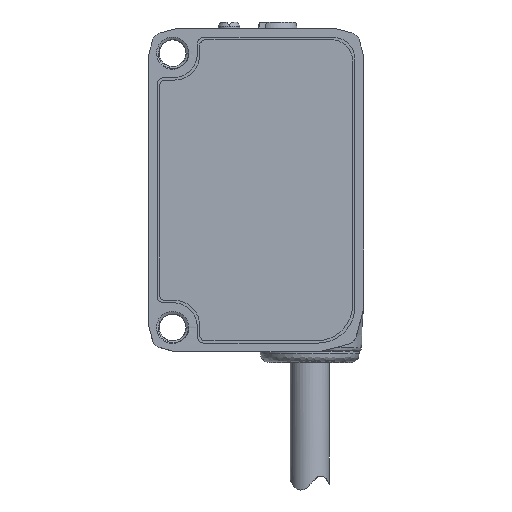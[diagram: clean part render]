
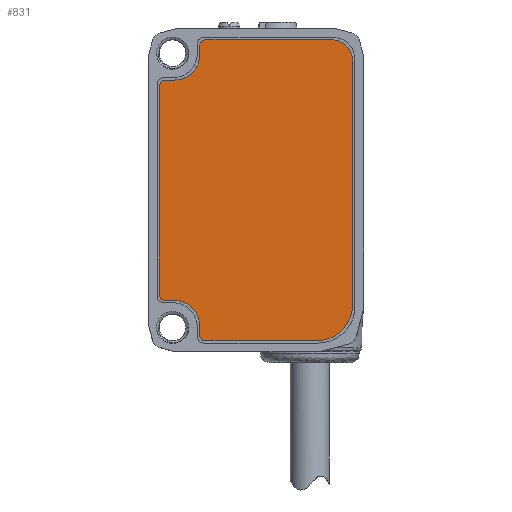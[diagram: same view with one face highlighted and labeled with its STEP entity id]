
A CAD part, top view. The second image highlights one B-rep face of the part: STEP entity #831.
In plain terms, the highlighted planar face has unit normal (0, 0, 1).
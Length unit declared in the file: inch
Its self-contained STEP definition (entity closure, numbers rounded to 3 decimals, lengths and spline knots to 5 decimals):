
#65 = LINE ( 'NONE', #19200, #9870 ) ;
#236 = EDGE_CURVE ( 'NONE', #18620, #13193, #22165, .T. ) ;
#369 = CARTESIAN_POINT ( 'NONE',  ( -0.04921, 0.88189, 0.19685 ) ) ;
#432 = CARTESIAN_POINT ( 'NONE',  ( -0.04921, 0.01496, 0.19685 ) ) ;
#433 = LINE ( 'NONE', #3822, #5995 ) ;
#667 = CARTESIAN_POINT ( 'NONE',  ( -0.02559, 0.88189, 0.19685 ) ) ;
#782 = EDGE_CURVE ( 'NONE', #1725, #13992, #6283, .T. ) ;
#831 = ADVANCED_FACE ( 'NONE', ( #1627 ), #20530, .T. ) ;
#1360 = AXIS2_PLACEMENT_3D ( 'NONE', #14837, #6202, #7887 ) ;
#1547 = CIRCLE ( 'NONE', #13763, 0.02362 ) ;
#1627 = FACE_OUTER_BOUND ( 'NONE', #20522, .T. ) ;
#1725 = VERTEX_POINT ( 'NONE', #9327 ) ;
#2170 = DIRECTION ( 'NONE',  ( -1., 0., 0. ) ) ;
#2350 = DIRECTION ( 'NONE',  ( 0., 1., 0. ) ) ;
#2413 = DIRECTION ( 'NONE',  ( 0., 0., -1. ) ) ;
#2782 = ORIENTED_EDGE ( 'NONE', *, *, #6412, .T. ) ;
#3085 = VECTOR ( 'NONE', #12322, 39.37008 ) ;
#3097 = VERTEX_POINT ( 'NONE', #12170 ) ;
#3148 = CIRCLE ( 'NONE', #15716, 0.09055 ) ;
#3236 = LINE ( 'NONE', #6617, #16738 ) ;
#3397 = CARTESIAN_POINT ( 'NONE',  ( 0.00787, 0.99606, 0.19685 ) ) ;
#3402 = AXIS2_PLACEMENT_3D ( 'NONE', #8916, #7233, #2170 ) ;
#3513 = EDGE_CURVE ( 'NONE', #12862, #3097, #18835, .T. ) ;
#3516 = DIRECTION ( 'NONE',  ( 0., 0., -1. ) ) ;
#3779 = VECTOR ( 'NONE', #9455, 39.37008 ) ;
#3822 = CARTESIAN_POINT ( 'NONE',  ( 0.65945, 0.08465, 0.19685 ) ) ;
#4046 = DIRECTION ( 'NONE',  ( -1., 0., 0. ) ) ;
#4361 = ORIENTED_EDGE ( 'NONE', *, *, #6134, .F. ) ;
#4470 = CARTESIAN_POINT ( 'NONE',  ( 0.09843, 1.02953, 0.19685 ) ) ;
#4653 = VERTEX_POINT ( 'NONE', #14996 ) ;
#4882 = ORIENTED_EDGE ( 'NONE', *, *, #782, .T. ) ;
#5106 = VERTEX_POINT ( 'NONE', #15770 ) ;
#5339 = EDGE_CURVE ( 'NONE', #5106, #10604, #20152, .T. ) ;
#5582 = CIRCLE ( 'NONE', #14185, 0.02362 ) ;
#5639 = CARTESIAN_POINT ( 'NONE',  ( 0.09843, -0.02559, 0.19685 ) ) ;
#5643 = CARTESIAN_POINT ( 'NONE',  ( 0.00787, 0.00787, 0.19685 ) ) ;
#5916 = ORIENTED_EDGE ( 'NONE', *, *, #20296, .F. ) ;
#5961 = ORIENTED_EDGE ( 'NONE', *, *, #20032, .F. ) ;
#5995 = VECTOR ( 'NONE', #19990, 39.37008 ) ;
#6134 = EDGE_CURVE ( 'NONE', #8852, #18620, #5582, .T. ) ;
#6202 = DIRECTION ( 'NONE',  ( 0., 0., 1. ) ) ;
#6283 = CIRCLE ( 'NONE', #21721, 0.09055 ) ;
#6412 = EDGE_CURVE ( 'NONE', #15863, #10531, #7275, .T. ) ;
#6617 = CARTESIAN_POINT ( 'NONE',  ( 0.00787, 0.90551, 0.19685 ) ) ;
#6645 = CARTESIAN_POINT ( 'NONE',  ( 0.09843, 0.00787, 0.19685 ) ) ;
#6841 = EDGE_CURVE ( 'NONE', #4653, #13992, #3236, .T. ) ;
#7166 = CARTESIAN_POINT ( 'NONE',  ( -0.04921, 0.09843, 0.19685 ) ) ;
#7233 = DIRECTION ( 'NONE',  ( 0., 0., -1. ) ) ;
#7275 = LINE ( 'NONE', #7166, #3085 ) ;
#7276 = CARTESIAN_POINT ( 'NONE',  ( -0.04921, 0.88189, 0.19685 ) ) ;
#7303 = DIRECTION ( 'NONE',  ( -1., 0., 0. ) ) ;
#7465 = LINE ( 'NONE', #369, #21773 ) ;
#7692 = DIRECTION ( 'NONE',  ( -1., 0., 0. ) ) ;
#7887 = DIRECTION ( 'NONE',  ( -1., 0., 0. ) ) ;
#8116 = CARTESIAN_POINT ( 'NONE',  ( 0.58071, 1.05315, 0.19685 ) ) ;
#8168 = ORIENTED_EDGE ( 'NONE', *, *, #14510, .F. ) ;
#8852 = VERTEX_POINT ( 'NONE', #15529 ) ;
#8870 = DIRECTION ( 'NONE',  ( 1., 0., 0. ) ) ;
#8916 = CARTESIAN_POINT ( 'NONE',  ( 0.12205, 1.02953, 0.19685 ) ) ;
#9327 = CARTESIAN_POINT ( 'NONE',  ( 0.09843, 0.99606, 0.19685 ) ) ;
#9455 = DIRECTION ( 'NONE',  ( 1., 0., 0. ) ) ;
#9870 = VECTOR ( 'NONE', #20659, 39.37008 ) ;
#9917 = VERTEX_POINT ( 'NONE', #20223 ) ;
#9932 = ORIENTED_EDGE ( 'NONE', *, *, #14937, .F. ) ;
#10270 = AXIS2_PLACEMENT_3D ( 'NONE', #17829, #2413, #7692 ) ;
#10487 = DIRECTION ( 'NONE',  ( 0., 1., 0. ) ) ;
#10531 = VERTEX_POINT ( 'NONE', #14972 ) ;
#10604 = VERTEX_POINT ( 'NONE', #13497 ) ;
#10882 = LINE ( 'NONE', #17994, #14190 ) ;
#11068 = CIRCLE ( 'NONE', #1360, 0.02362 ) ;
#11125 = CARTESIAN_POINT ( 'NONE',  ( 0.12205, -0.02559, 0.19685 ) ) ;
#11218 = VERTEX_POINT ( 'NONE', #12843 ) ;
#11326 = AXIS2_PLACEMENT_3D ( 'NONE', #432, #21035, #8870 ) ;
#11479 = EDGE_CURVE ( 'NONE', #10531, #13193, #3148, .T. ) ;
#11718 = DIRECTION ( 'NONE',  ( -1., 0., 0. ) ) ;
#11808 = DIRECTION ( 'NONE',  ( 0., 1., 0. ) ) ;
#11938 = EDGE_CURVE ( 'NONE', #11218, #15863, #11068, .T. ) ;
#12102 = ORIENTED_EDGE ( 'NONE', *, *, #5339, .F. ) ;
#12170 = CARTESIAN_POINT ( 'NONE',  ( 0.52559, -0.04921, 0.19685 ) ) ;
#12322 = DIRECTION ( 'NONE',  ( 1., 0., 0. ) ) ;
#12479 = DIRECTION ( 'NONE',  ( -1., 0., 0. ) ) ;
#12489 = CARTESIAN_POINT ( 'NONE',  ( 0.00787, 0.90551, 0.19685 ) ) ;
#12843 = CARTESIAN_POINT ( 'NONE',  ( -0.04921, 0.12205, 0.19685 ) ) ;
#12862 = VERTEX_POINT ( 'NONE', #20680 ) ;
#13193 = VERTEX_POINT ( 'NONE', #13302 ) ;
#13302 = CARTESIAN_POINT ( 'NONE',  ( 0.09843, 0.00787, 0.19685 ) ) ;
#13459 = DIRECTION ( 'NONE',  ( -1., 0., 0. ) ) ;
#13497 = CARTESIAN_POINT ( 'NONE',  ( 0.58071, 1.05315, 0.19685 ) ) ;
#13543 = EDGE_CURVE ( 'NONE', #11218, #16060, #7465, .T. ) ;
#13763 = AXIS2_PLACEMENT_3D ( 'NONE', #667, #15849, #4046 ) ;
#13992 = VERTEX_POINT ( 'NONE', #12489 ) ;
#14185 = AXIS2_PLACEMENT_3D ( 'NONE', #11125, #17998, #7303 ) ;
#14190 = VECTOR ( 'NONE', #2350, 39.37008 ) ;
#14510 = EDGE_CURVE ( 'NONE', #9917, #12862, #433, .T. ) ;
#14837 = CARTESIAN_POINT ( 'NONE',  ( -0.02559, 0.12205, 0.19685 ) ) ;
#14881 = AXIS2_PLACEMENT_3D ( 'NONE', #16846, #16629, #13459 ) ;
#14937 = EDGE_CURVE ( 'NONE', #10604, #9917, #19996, .T. ) ;
#14972 = CARTESIAN_POINT ( 'NONE',  ( 0.00787, 0.09843, 0.19685 ) ) ;
#14996 = CARTESIAN_POINT ( 'NONE',  ( -0.02559, 0.90551, 0.19685 ) ) ;
#15529 = CARTESIAN_POINT ( 'NONE',  ( 0.12205, -0.04921, 0.19685 ) ) ;
#15607 = EDGE_CURVE ( 'NONE', #16060, #4653, #1547, .T. ) ;
#15716 = AXIS2_PLACEMENT_3D ( 'NONE', #5643, #19258, #12479 ) ;
#15770 = CARTESIAN_POINT ( 'NONE',  ( 0.12205, 1.05315, 0.19685 ) ) ;
#15849 = DIRECTION ( 'NONE',  ( 0., 0., -1. ) ) ;
#15863 = VERTEX_POINT ( 'NONE', #20018 ) ;
#15913 = ORIENTED_EDGE ( 'NONE', *, *, #21426, .F. ) ;
#16060 = VERTEX_POINT ( 'NONE', #7276 ) ;
#16629 = DIRECTION ( 'NONE',  ( 0., 0., -1. ) ) ;
#16738 = VECTOR ( 'NONE', #20672, 39.37008 ) ;
#16846 = CARTESIAN_POINT ( 'NONE',  ( 0.52559, 0.08465, 0.19685 ) ) ;
#16868 = ORIENTED_EDGE ( 'NONE', *, *, #11938, .T. ) ;
#17766 = ORIENTED_EDGE ( 'NONE', *, *, #3513, .F. ) ;
#17829 = CARTESIAN_POINT ( 'NONE',  ( 0.58071, 0.97441, 0.19685 ) ) ;
#17994 = CARTESIAN_POINT ( 'NONE',  ( 0.09843, 1.02953, 0.19685 ) ) ;
#17998 = DIRECTION ( 'NONE',  ( 0., 0., -1. ) ) ;
#18146 = VECTOR ( 'NONE', #11808, 39.37008 ) ;
#18209 = VERTEX_POINT ( 'NONE', #4470 ) ;
#18307 = ORIENTED_EDGE ( 'NONE', *, *, #15607, .F. ) ;
#18620 = VERTEX_POINT ( 'NONE', #5639 ) ;
#18736 = ORIENTED_EDGE ( 'NONE', *, *, #11479, .T. ) ;
#18835 = CIRCLE ( 'NONE', #14881, 0.13386 ) ;
#19013 = ORIENTED_EDGE ( 'NONE', *, *, #236, .F. ) ;
#19074 = ORIENTED_EDGE ( 'NONE', *, *, #6841, .F. ) ;
#19200 = CARTESIAN_POINT ( 'NONE',  ( 0.12205, -0.04921, 0.19685 ) ) ;
#19258 = DIRECTION ( 'NONE',  ( 0., 0., -1. ) ) ;
#19596 = CIRCLE ( 'NONE', #3402, 0.02362 ) ;
#19990 = DIRECTION ( 'NONE',  ( 0., -1., 0. ) ) ;
#19996 = CIRCLE ( 'NONE', #10270, 0.07874 ) ;
#20018 = CARTESIAN_POINT ( 'NONE',  ( -0.02559, 0.09843, 0.19685 ) ) ;
#20032 = EDGE_CURVE ( 'NONE', #18209, #5106, #19596, .T. ) ;
#20152 = LINE ( 'NONE', #8116, #3779 ) ;
#20223 = CARTESIAN_POINT ( 'NONE',  ( 0.65945, 0.97441, 0.19685 ) ) ;
#20296 = EDGE_CURVE ( 'NONE', #3097, #8852, #65, .T. ) ;
#20522 = EDGE_LOOP ( 'NONE', ( #4882, #19074, #18307, #21213, #16868, #2782, #18736, #19013, #4361, #5916, #17766, #8168, #9932, #12102, #5961, #15913 ) ) ;
#20530 = PLANE ( 'NONE',  #11326 ) ;
#20659 = DIRECTION ( 'NONE',  ( -1., 0., 0. ) ) ;
#20672 = DIRECTION ( 'NONE',  ( 1., 0., 0. ) ) ;
#20680 = CARTESIAN_POINT ( 'NONE',  ( 0.65945, 0.08465, 0.19685 ) ) ;
#21035 = DIRECTION ( 'NONE',  ( 0., 0., 1. ) ) ;
#21213 = ORIENTED_EDGE ( 'NONE', *, *, #13543, .F. ) ;
#21426 = EDGE_CURVE ( 'NONE', #1725, #18209, #10882, .T. ) ;
#21721 = AXIS2_PLACEMENT_3D ( 'NONE', #3397, #3516, #11718 ) ;
#21773 = VECTOR ( 'NONE', #10487, 39.37008 ) ;
#22165 = LINE ( 'NONE', #6645, #18146 ) ;
